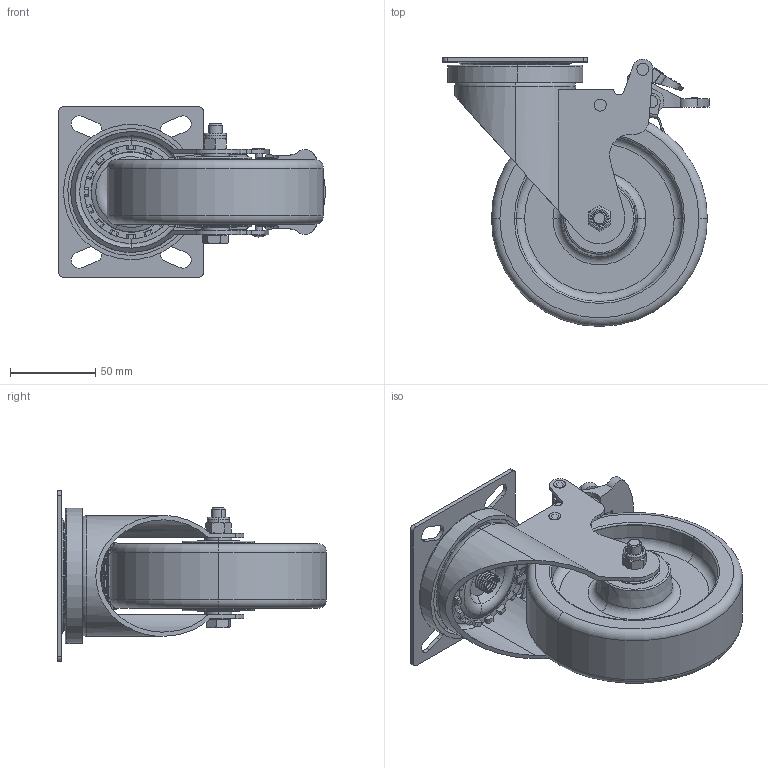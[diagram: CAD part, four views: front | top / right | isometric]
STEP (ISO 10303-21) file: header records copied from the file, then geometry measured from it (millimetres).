
FILE_DESCRIPTION (( 'STEP AP203' ), '1' );
FILE_NAME ('S5042B.STEP', '2020-02-24T02:18:37', ( '' ), ( '' ), 'SwSTEP 2.0', 'SolidWorks 2013', '' );
FILE_SCHEMA (( 'CONFIG_CONTROL_DESIGN' ));
Length unit declared in the file: millimetre
Products named in the file (1): S5042B
Bounding box: 156.48 x 158 x 100 mm (x, y, z)
Volume: 417272.2 mm3; surface area: 171609.9 mm2
Topology: 44 solids, 44 shells, 1429 faces, 3845 edges, 2486 vertices
Faces by surface type: plane 434, cylinder 414, sphere 264, torus 164, bspline 77, cone 76
Entity records: 57668 total; most frequent: CARTESIAN_POINT 23455, ORIENTED_EDGE 7478, DIRECTION 6752, EDGE_CURVE 3739, AXIS2_PLACEMENT_3D 2666, VERTEX_POINT 2426, EDGE_LOOP 1587, ADVANCED_FACE 1429
